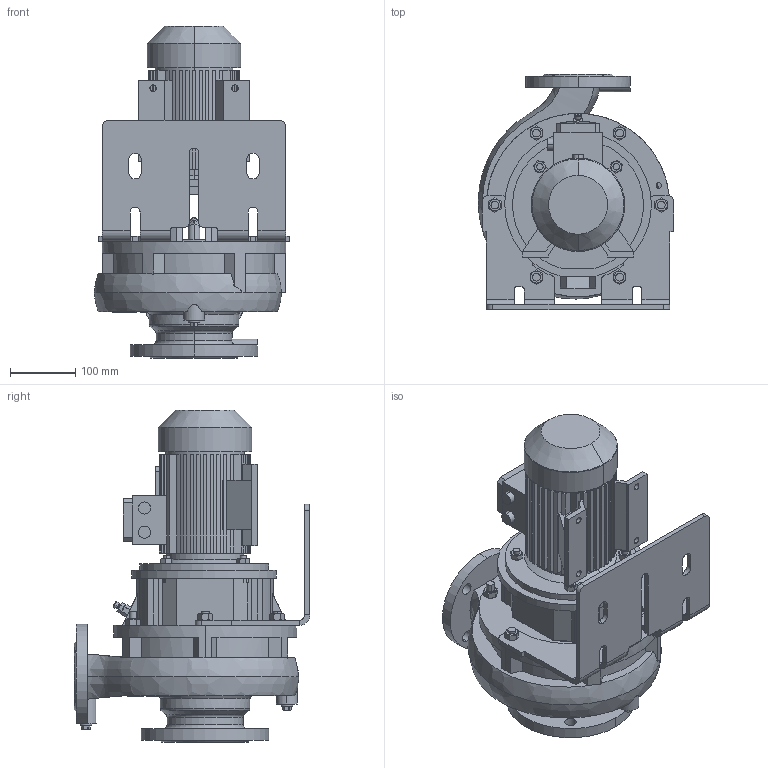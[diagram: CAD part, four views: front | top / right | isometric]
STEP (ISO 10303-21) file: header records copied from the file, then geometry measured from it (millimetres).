
FILE_DESCRIPTION (( 'STEP AP214' ), '1' );
FILE_NAME ('ﾌﾓ-311-200-ﾌ2-311-272-03-41.step', '2025-04-07T07:34:17', ( 'adb' ), ( '' ), 'SwSTEP 2.0', 'SolidWorks 2016', '' );
FILE_SCHEMA (( 'AUTOMOTIVE_DESIGN' ));
Length unit declared in the file: millimetre
Products named in the file (1): ﾌﾓ-311-200-ﾌ2-311-272-03-41
Bounding box: 298.24 x 360 x 507 mm (x, y, z)
Volume: 10187242.4 mm3; surface area: 1225165.9 mm2
Topology: 8 solids, 19 shells, 1073 faces, 2811 edges, 1828 vertices
Faces by surface type: plane 585, cylinder 365, cone 93, bspline 23, torus 7
Entity records: 51997 total; most frequent: CARTESIAN_POINT 13533, ORIENTED_EDGE 5618, DIRECTION 5438, EDGE_CURVE 2809, AXIS2_PLACEMENT_3D 1956, VERTEX_POINT 1828, LINE 1526, VECTOR 1526
